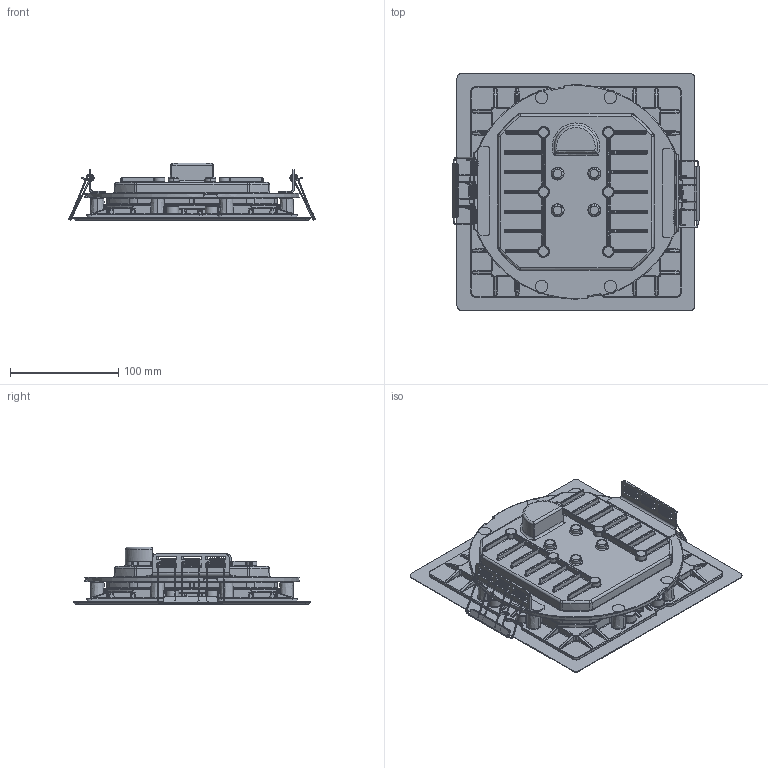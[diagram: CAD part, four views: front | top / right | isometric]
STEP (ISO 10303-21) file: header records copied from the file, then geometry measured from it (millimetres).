
FILE_DESCRIPTION(/* description */ (''),/* implementation_level */ '2;1');
FILE_NAME(/* name */ 'T4200800_EGO 220 DL FLAT QUADRO',/* time_stamp */ '2018-02-01T14:30:35+01:00',/* author */ (''),/* organization */ (''),/* preprocessor_version */ 'ST-DEVELOPER v15',/* originating_system */ '',/* authorisation */ '');
FILE_SCHEMA (('CONFIG_CONTROL_DESIGN'));
Products named in the file (1): Document
Bounding box: 227.71 x 220 x 53.6 mm (x, y, z)
Volume: 276081.6 mm3; surface area: 299583.8 mm2
Topology: 9 solids, 17 shells, 3402 faces, 8504 edges, 4990 vertices
Faces by surface type: bspline 2892, plane 510
Entity records: 156982 total; most frequent: CARTESIAN_POINT 112332, ORIENTED_EDGE 16710, EDGE_CURVE 8372, VERTEX_POINT 4990, EDGE_LOOP 3454, ADVANCED_FACE 3396, FACE_OUTER_BOUND 3396, B_SPLINE_CURVE_WITH_KNOTS 2626
